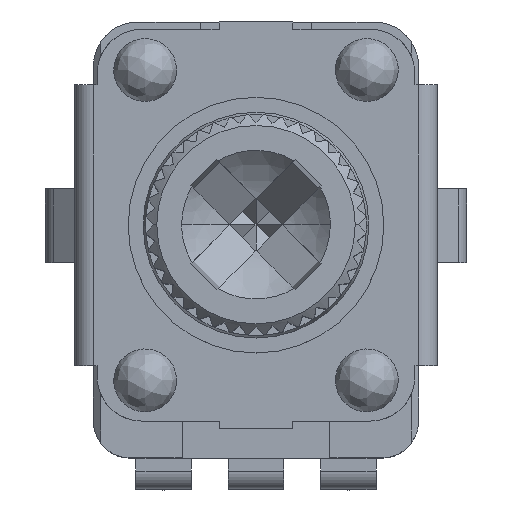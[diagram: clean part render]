
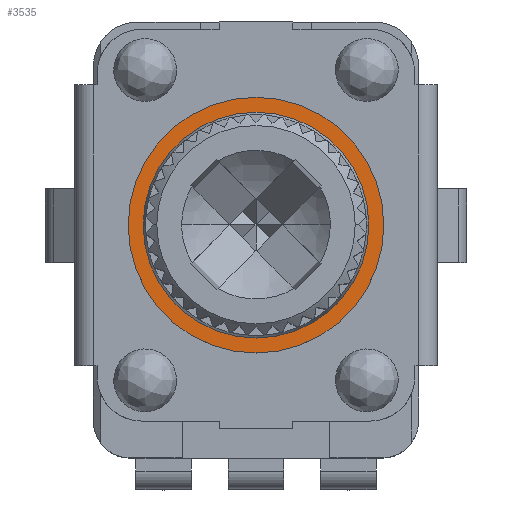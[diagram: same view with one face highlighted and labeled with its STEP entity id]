
A CAD part, top view. The second image highlights one B-rep face of the part: STEP entity #3535.
In plain terms, the highlighted planar face has unit normal (0, 0, 1).
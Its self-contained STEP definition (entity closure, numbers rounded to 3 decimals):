
#139 = ORIENTED_EDGE ( 'NONE', *, *, #5018, .F. ) ;
#672 = ORIENTED_EDGE ( 'NONE', *, *, #3530, .F. ) ;
#724 = VERTEX_POINT ( 'NONE', #9644 ) ;
#735 = AXIS2_PLACEMENT_3D ( 'NONE', #13395, #13352, #13288 ) ;
#1057 = DIRECTION ( 'NONE',  ( 0., 0., -1. ) ) ;
#1925 = AXIS2_PLACEMENT_3D ( 'NONE', #11187, #4141, #12402 ) ;
#2342 = ORIENTED_EDGE ( 'NONE', *, *, #7868, .T. ) ;
#2404 = CARTESIAN_POINT ( 'NONE',  ( 0., 0., 7.6 ) ) ;
#3530 = EDGE_CURVE ( 'NONE', #5793, #724, #8324, .T. ) ;
#3535 = ADVANCED_FACE ( 'NONE', ( #4807, #14261 ), #13137, .T. ) ;
#3641 = DIRECTION ( 'NONE',  ( 1., 0., 0. ) ) ;
#4001 = AXIS2_PLACEMENT_3D ( 'NONE', #8256, #1057, #9431 ) ;
#4141 = DIRECTION ( 'NONE',  ( 0., 0., -1. ) ) ;
#4460 = CARTESIAN_POINT ( 'NONE',  ( -3.055, 0., 7.6 ) ) ;
#4807 = FACE_BOUND ( 'NONE', #11982, .T. ) ;
#5018 = EDGE_CURVE ( 'NONE', #724, #5793, #14691, .T. ) ;
#5149 = ORIENTED_EDGE ( 'NONE', *, *, #5636, .T. ) ;
#5636 = EDGE_CURVE ( 'NONE', #12988, #13876, #8901, .T. ) ;
#5793 = VERTEX_POINT ( 'NONE', #13235 ) ;
#7223 = AXIS2_PLACEMENT_3D ( 'NONE', #12533, #12433, #12413 ) ;
#7585 = AXIS2_PLACEMENT_3D ( 'NONE', #2404, #10720, #3641 ) ;
#7868 = EDGE_CURVE ( 'NONE', #13876, #12988, #13650, .T. ) ;
#8256 = CARTESIAN_POINT ( 'NONE',  ( 0., 0., 7.6 ) ) ;
#8324 = CIRCLE ( 'NONE', #735, 3.46 ) ;
#8901 = CIRCLE ( 'NONE', #4001, 3.055 ) ;
#9431 = DIRECTION ( 'NONE',  ( -1., 0., 0. ) ) ;
#9644 = CARTESIAN_POINT ( 'NONE',  ( 3.46, 0., 7.6 ) ) ;
#10720 = DIRECTION ( 'NONE',  ( 0., 0., -1. ) ) ;
#11187 = CARTESIAN_POINT ( 'NONE',  ( 0., 0., 7.6 ) ) ;
#11523 = CARTESIAN_POINT ( 'NONE',  ( 3.055, 0., 7.6 ) ) ;
#11982 = EDGE_LOOP ( 'NONE', ( #2342, #5149 ) ) ;
#12402 = DIRECTION ( 'NONE',  ( -1., 0., 0. ) ) ;
#12413 = DIRECTION ( 'NONE',  ( 1., 0., 0. ) ) ;
#12433 = DIRECTION ( 'NONE',  ( 0., 0., 1. ) ) ;
#12533 = CARTESIAN_POINT ( 'NONE',  ( 0., 0., 7.6 ) ) ;
#12882 = EDGE_LOOP ( 'NONE', ( #139, #672 ) ) ;
#12988 = VERTEX_POINT ( 'NONE', #11523 ) ;
#13137 = PLANE ( 'NONE',  #7223 ) ;
#13235 = CARTESIAN_POINT ( 'NONE',  ( -3.46, 0., 7.6 ) ) ;
#13288 = DIRECTION ( 'NONE',  ( 1., 0., 0. ) ) ;
#13352 = DIRECTION ( 'NONE',  ( 0., 0., -1. ) ) ;
#13395 = CARTESIAN_POINT ( 'NONE',  ( 0., 0., 7.6 ) ) ;
#13650 = CIRCLE ( 'NONE', #1925, 3.055 ) ;
#13876 = VERTEX_POINT ( 'NONE', #4460 ) ;
#14261 = FACE_OUTER_BOUND ( 'NONE', #12882, .T. ) ;
#14691 = CIRCLE ( 'NONE', #7585, 3.46 ) ;
